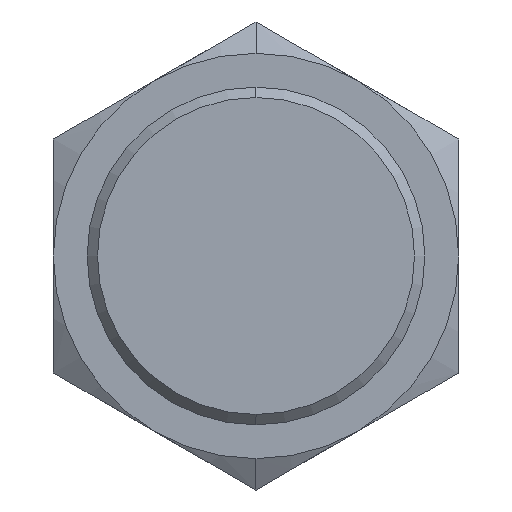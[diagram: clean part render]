
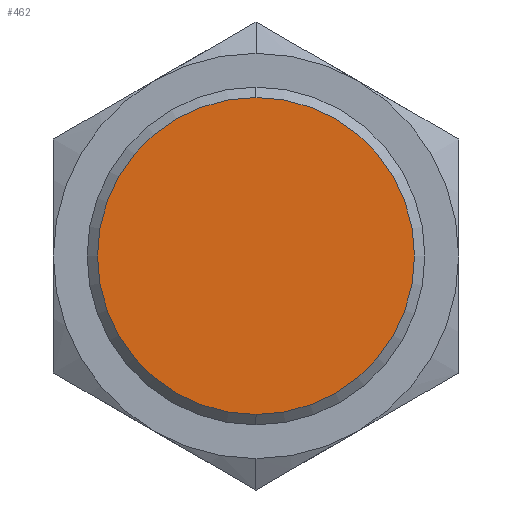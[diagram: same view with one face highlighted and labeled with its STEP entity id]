
A CAD part, left-side view. The second image highlights one B-rep face of the part: STEP entity #462.
In plain terms, the highlighted planar face has unit normal (-1, 0, 0).
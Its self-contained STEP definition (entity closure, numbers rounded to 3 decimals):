
#442=CARTESIAN_POINT('POINT29',(0.,
   0.,14.08));
#443=VERTEX_POINT('VERTEX29',#442);
#444=CARTESIAN_POINT('POINT30',(0.,
   0.,-14.08));
#445=VERTEX_POINT('VERTEX30',#444);
#446=CARTESIAN_POINT('POS42',(0.,0.,0.))
   ;
#447=DIRECTION('DIR69',(1.,0.,0.));
#448=DIRECTION('DIR70',(0.,0.,1.));
#449=AXIS2_PLACEMENT_3D('AXIS28',#446,#447,#448);
#450=CIRCLE('ELLIPSE15',#449,14.08);
#451=EDGE_CURVE('EDGE43',#443,#445,#450,.T.);
#452=ORIENTED_EDGE('COEDGE83',*,*,#451,.F.);
#453=EDGE_CURVE('EDGE44',#445,#443,#450,.T.);
#454=ORIENTED_EDGE('COEDGE84',*,*,#453,.F.);
#455=EDGE_LOOP('NONE',(#452,#454));
#456=FACE_BOUND('LOOP1',#455,.T.);
#457=CARTESIAN_POINT('POS43',(0.,0.,
   7.04));
#458=DIRECTION('DIR71',(-1.,0.,0.));
#459=DIRECTION('DIR72',(0.,1.,0.));
#460=AXIS2_PLACEMENT_3D('AXIS29',#457,#458,#459);
#461=PLANE('PLANE7',#460);
#462=ADVANCED_FACE('FACE21',(#456),#461,.T.);
